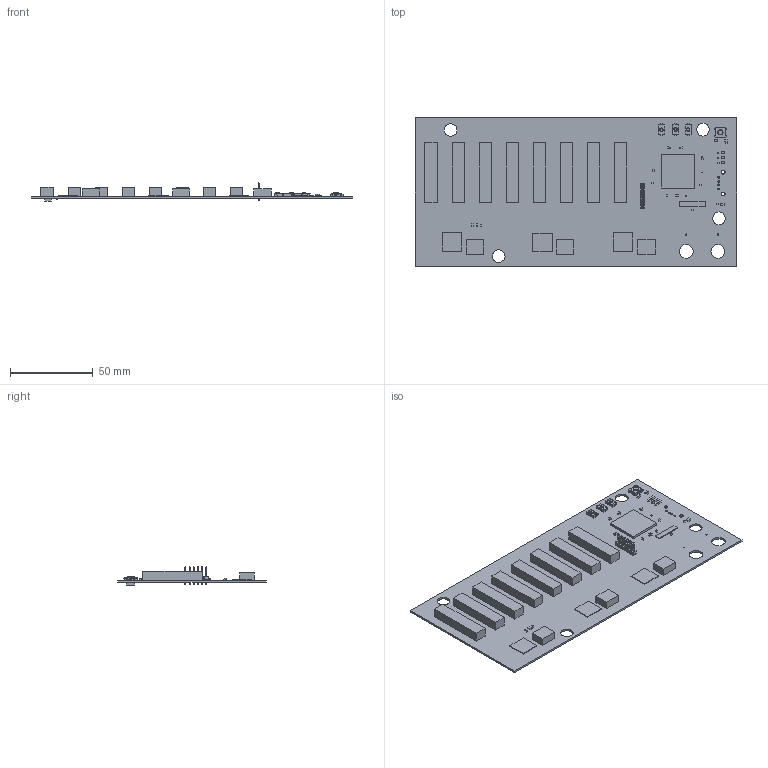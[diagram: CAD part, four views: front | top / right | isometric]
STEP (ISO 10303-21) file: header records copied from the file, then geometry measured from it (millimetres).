
FILE_DESCRIPTION(('Open CASCADE Model'),'2;1');
FILE_NAME('Open CASCADE Shape Model','2015-11-13T13:05:30',('Author'),( 'Open CASCADE'),'Open CASCADE STEP processor 6.8','Open CASCADE 6.8' ,'Unknown');
FILE_SCHEMA(('AUTOMOTIVE_DESIGN { 1 0 10303 214 1 1 1 1 }'));
Length unit declared in the file: millimetre
Products named in the file (92): PCB; Board; P2_DAQ1; 658667968; Extruded; P2_DAQ2; P2_DAQ3; P2_DAQ4; P2_DAQ5; P2_DAQ6; P2_DAQ7; P2_DAQ8; Y1; 658667808; C1; 658666688; C2; 658667008; C3; C4; C5; C6; C7; C11; 658665888; C12; C14; C15; C16; C17; C18; 658667648; C19; C25; C26; D1; 658667488; D8; D9; D10 ...
Assembly tree (127 placements, depth 4):
  PCB
    Board
    P2_DAQ1
      658667968
        Extruded
    P2_DAQ2
      658667968
        Extruded
    P2_DAQ3
      658667968
        Extruded
    P2_DAQ4
      658667968
        Extruded
    P2_DAQ5
      658667968
        Extruded
    P2_DAQ6
      658667968
        Extruded
    P2_DAQ7
      658667968
        Extruded
    P2_DAQ8
      658667968
        Extruded
    Y1
      658667808
        Extruded
    C1
      658666688
        Extruded
    C2
      658667008
        Extruded
    C3
      658667008
        Extruded
    C4
      658666688
        Extruded
    C5
      658666688
        Extruded
    C6
      658667008
        Extruded
    C7
      658667008
        Extruded
    C11
      658665888
        Extruded
    C12
      658665888
        Extruded
    C14
      658667008
        Extruded
    C15
Bounding box: 193.8 x 89.53 x 11.26 mm (x, y, z)
Volume: 33670.9 mm3; surface area: 47506.5 mm2
Topology: 64 solids, 64 shells, 1181 faces, 2858 edges, 1812 vertices
Faces by surface type: plane 993, cylinder 168, bspline 16, torus 4
Full cylindrical faces by diameter (mm): 0.762 x2, 1 x4, 1.02 x6, 1.9 x3, 2.05 x3, 2.3 x2, 3 x1, 3.15 x1, 7.62 x4, 8.33 x2
Entity records: 56090 total; most frequent: CARTESIAN_POINT 16537, DIRECTION 6826, LINE 4658, VECTOR 4658, ORIENTED_EDGE 3600, PCURVE 3600, DEFINITIONAL_REPRESENTATION 3600, EDGE_CURVE 1800
